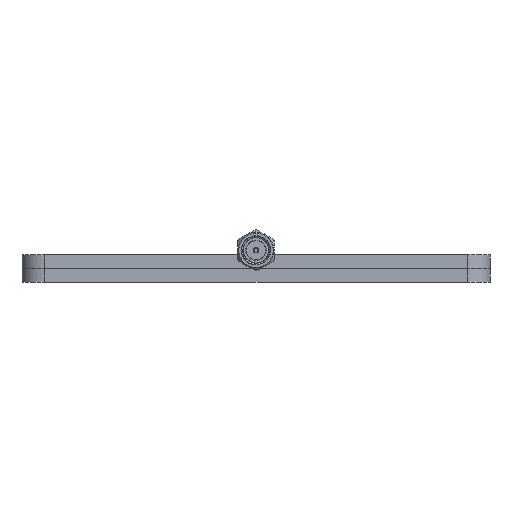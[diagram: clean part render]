
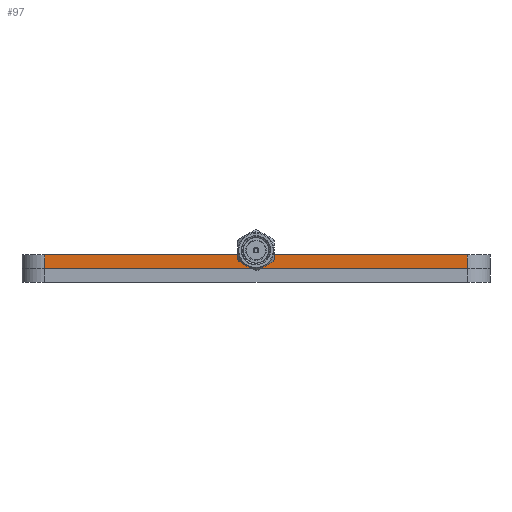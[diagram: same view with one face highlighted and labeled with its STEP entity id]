
A CAD part, front view. The second image highlights one B-rep face of the part: STEP entity #97.
In plain terms, the highlighted planar face has unit normal (0, -1, 0).
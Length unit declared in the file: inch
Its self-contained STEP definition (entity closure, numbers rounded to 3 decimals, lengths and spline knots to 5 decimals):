
#44 = CARTESIAN_POINT ( 'NONE',  ( -2.20472, -6.02362, 0. ) ) ;
#45 = VERTEX_POINT ( 'NONE', #6168 ) ;
#97 = ADVANCED_FACE ( 'NONE', ( #6979 ), #5943, .T. ) ;
#444 = ORIENTED_EDGE ( 'NONE', *, *, #6707, .T. ) ;
#491 = EDGE_CURVE ( 'NONE', #5490, #2212, #674, .T. ) ;
#508 = CARTESIAN_POINT ( 'NONE',  ( -2.20472, -6.02362, 0.11811 ) ) ;
#674 = LINE ( 'NONE', #6035, #5357 ) ;
#773 = DIRECTION ( 'NONE',  ( 0., 1., 0. ) ) ;
#801 = VERTEX_POINT ( 'NONE', #3685 ) ;
#1051 = AXIS2_PLACEMENT_3D ( 'NONE', #508, #5447, #4777 ) ;
#1162 = ORIENTED_EDGE ( 'NONE', *, *, #2699, .F. ) ;
#1186 = EDGE_CURVE ( 'NONE', #1307, #801, #4685, .T. ) ;
#1307 = VERTEX_POINT ( 'NONE', #1915 ) ;
#1389 = DIRECTION ( 'NONE',  ( 0., 1., 0. ) ) ;
#1615 = AXIS2_PLACEMENT_3D ( 'NONE', #4111, #773, #3577 ) ;
#1915 = CARTESIAN_POINT ( 'NONE',  ( -4.01575, -6.02362, 0.11024 ) ) ;
#1986 = CIRCLE ( 'NONE', #4588, 0.04724 ) ;
#2209 = DIRECTION ( 'NONE',  ( -1., 0., 0. ) ) ;
#2212 = VERTEX_POINT ( 'NONE', #3088 ) ;
#2283 = LINE ( 'NONE', #4913, #4048 ) ;
#2345 = DIRECTION ( 'NONE',  ( -1., 0., 0. ) ) ;
#2429 = LINE ( 'NONE', #5698, #6857 ) ;
#2509 = ORIENTED_EDGE ( 'NONE', *, *, #491, .T. ) ;
#2641 = EDGE_LOOP ( 'NONE', ( #2509, #6682, #6876, #5013, #444, #1162, #3535 ) ) ;
#2699 = EDGE_CURVE ( 'NONE', #2942, #45, #6502, .T. ) ;
#2942 = VERTEX_POINT ( 'NONE', #4521 ) ;
#2966 = EDGE_CURVE ( 'NONE', #2212, #1307, #1986, .T. ) ;
#3027 = VECTOR ( 'NONE', #5719, 39.37008 ) ;
#3088 = CARTESIAN_POINT ( 'NONE',  ( -3.98963, -6.02362, 0.11811 ) ) ;
#3161 = CARTESIAN_POINT ( 'NONE',  ( -4.01575, -6.02362, 0.15748 ) ) ;
#3247 = CARTESIAN_POINT ( 'NONE',  ( -5.82677, -6.02362, 0.11811 ) ) ;
#3459 = VECTOR ( 'NONE', #2209, 39.37008 ) ;
#3535 = ORIENTED_EDGE ( 'NONE', *, *, #5064, .F. ) ;
#3577 = DIRECTION ( 'NONE',  ( 0., 0., -1. ) ) ;
#3685 = CARTESIAN_POINT ( 'NONE',  ( -4.04186, -6.02362, 0.11811 ) ) ;
#4048 = VECTOR ( 'NONE', #6615, 39.37008 ) ;
#4059 = CARTESIAN_POINT ( 'NONE',  ( -2.20472, -6.02362, 0.11811 ) ) ;
#4111 = CARTESIAN_POINT ( 'NONE',  ( -4.01575, -6.02362, 0.15748 ) ) ;
#4205 = DIRECTION ( 'NONE',  ( 0., 0., -1. ) ) ;
#4521 = CARTESIAN_POINT ( 'NONE',  ( -2.20472, -6.02362, 0. ) ) ;
#4588 = AXIS2_PLACEMENT_3D ( 'NONE', #3161, #1389, #6896 ) ;
#4685 = CIRCLE ( 'NONE', #1615, 0.04724 ) ;
#4703 = CARTESIAN_POINT ( 'NONE',  ( -5.82677, -6.02362, 0.11811 ) ) ;
#4777 = DIRECTION ( 'NONE',  ( 0., 0., -1. ) ) ;
#4913 = CARTESIAN_POINT ( 'NONE',  ( -2.20472, -6.02362, 0.11811 ) ) ;
#5013 = ORIENTED_EDGE ( 'NONE', *, *, #6929, .T. ) ;
#5064 = EDGE_CURVE ( 'NONE', #5490, #2942, #2429, .T. ) ;
#5357 = VECTOR ( 'NONE', #2345, 39.37008 ) ;
#5423 = LINE ( 'NONE', #3247, #3027 ) ;
#5447 = DIRECTION ( 'NONE',  ( 0., -1., 0. ) ) ;
#5490 = VERTEX_POINT ( 'NONE', #4059 ) ;
#5698 = CARTESIAN_POINT ( 'NONE',  ( -2.20472, -6.02362, 0.11811 ) ) ;
#5719 = DIRECTION ( 'NONE',  ( 0., 0., -1. ) ) ;
#5943 = PLANE ( 'NONE',  #1051 ) ;
#6035 = CARTESIAN_POINT ( 'NONE',  ( -2.20472, -6.02362, 0.11811 ) ) ;
#6168 = CARTESIAN_POINT ( 'NONE',  ( -5.82677, -6.02362, 0. ) ) ;
#6385 = VERTEX_POINT ( 'NONE', #4703 ) ;
#6502 = LINE ( 'NONE', #44, #3459 ) ;
#6615 = DIRECTION ( 'NONE',  ( -1., 0., 0. ) ) ;
#6682 = ORIENTED_EDGE ( 'NONE', *, *, #2966, .T. ) ;
#6707 = EDGE_CURVE ( 'NONE', #6385, #45, #5423, .T. ) ;
#6857 = VECTOR ( 'NONE', #4205, 39.37008 ) ;
#6876 = ORIENTED_EDGE ( 'NONE', *, *, #1186, .T. ) ;
#6896 = DIRECTION ( 'NONE',  ( 0., 0., -1. ) ) ;
#6929 = EDGE_CURVE ( 'NONE', #801, #6385, #2283, .T. ) ;
#6979 = FACE_OUTER_BOUND ( 'NONE', #2641, .T. ) ;
